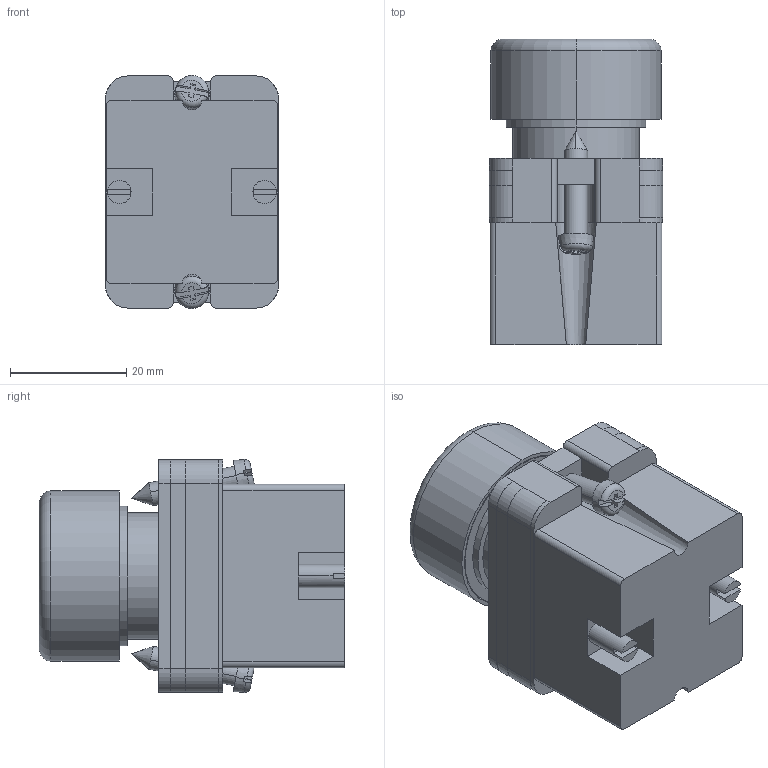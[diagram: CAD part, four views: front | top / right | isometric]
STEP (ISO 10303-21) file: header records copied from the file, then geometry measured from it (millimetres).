
FILE_DESCRIPTION (( 'STEP AP214' ), '1' );
FILE_NAME ('GCX1235-120L.step', '2016-06-20T21:01:16', ( '' ), ( '' ), 'SwSTEP 2.0', 'SolidWorks 2016', '' );
FILE_SCHEMA (( 'AUTOMOTIVE_DESIGN' ));
Length unit declared in the file: inch
Products named in the file (4): ECX1050; GCX1235L OPERATOR; ecx1029; GCX1235-120L
Assembly tree (3 placements, depth 2):
  GCX1235-120L
    ecx1029
    GCX1235L OPERATOR
    ECX1050
Bounding box: 29.91 x 52.6 x 40.16 mm (x, y, z)
Volume: 37172.8 mm3; surface area: 20123.8 mm2
Topology: 7 solids, 7 shells, 339 faces, 911 edges, 602 vertices
Faces by surface type: plane 178, cylinder 134, cone 17, torus 10
Entity records: 11117 total; most frequent: CARTESIAN_POINT 2050, DIRECTION 1895, ORIENTED_EDGE 1814, EDGE_CURVE 907, AXIS2_PLACEMENT_3D 683, VERTEX_POINT 602, LINE 529, VECTOR 529
